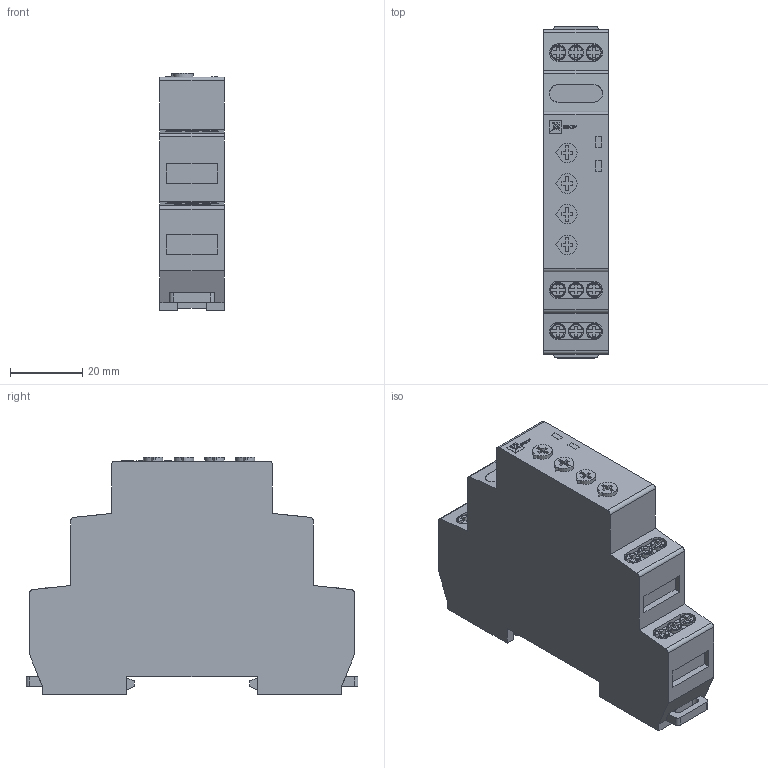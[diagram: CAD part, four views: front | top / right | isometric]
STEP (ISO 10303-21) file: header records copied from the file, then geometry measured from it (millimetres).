
FILE_DESCRIPTION (( 'STEP AP203' ), '1' );
FILE_NAME ('Ðåëå âðåìåíè RT-2C (rt-2c).STEP', '2018-09-04T05:52:57', ( '' ), ( '' ), 'SwSTEP 2.0', 'SolidWorks 2017', '' );
FILE_SCHEMA (( 'CONFIG_CONTROL_DESIGN' ));
Length unit declared in the file: millimetre
Products named in the file (1): Ðåëå âðåìåíè RT-2C (rt-2c)
Bounding box: 17.8 x 92 x 65.9 mm (x, y, z)
Volume: 78051.5 mm3; surface area: 16859.1 mm2
Topology: 1 solids, 1 shells, 480 faces, 1293 edges, 858 vertices
Faces by surface type: plane 360, cylinder 84, torus 18, bspline 18
Entity records: 15648 total; most frequent: CARTESIAN_POINT 3514, ORIENTED_EDGE 2586, DIRECTION 2349, EDGE_CURVE 1293, LINE 995, VECTOR 995, VERTEX_POINT 858, AXIS2_PLACEMENT_3D 677
